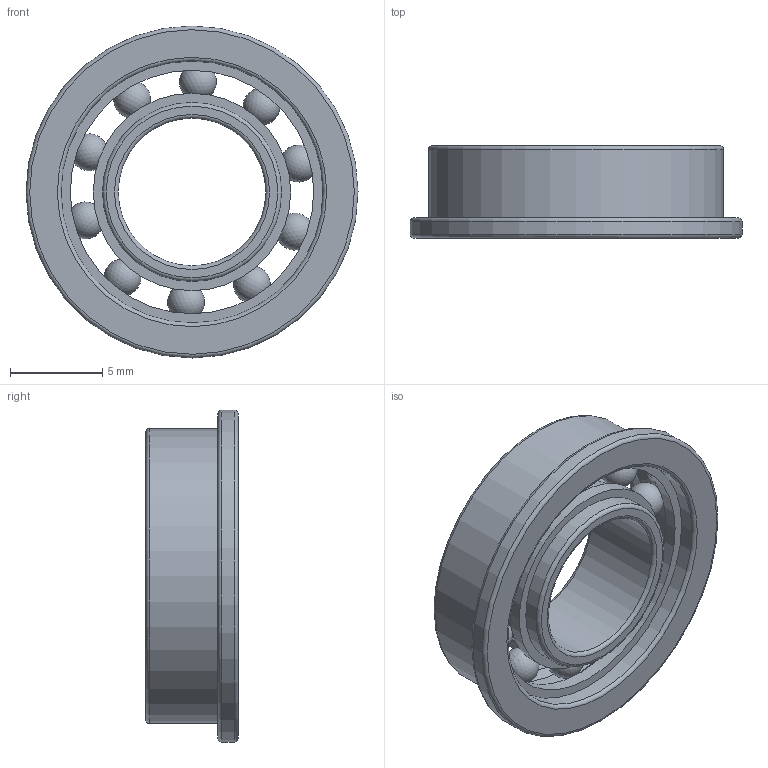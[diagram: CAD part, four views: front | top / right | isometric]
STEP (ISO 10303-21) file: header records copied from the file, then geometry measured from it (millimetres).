
FILE_DESCRIPTION(/* description */ (''),/* implementation_level */ '2;1');
FILE_NAME(/* name */ 'F688ZZ_assembly.stp',/* time_stamp */ '2020-08-30T23:02:34+10:00',/* author */ ('s4393944'),/* organization */ (''),/* preprocessor_version */ 'ST-DEVELOPER v18',/* originating_system */ 'Autodesk Inventor 2020',/* authorisation */ '');
FILE_SCHEMA (('AUTOMOTIVE_DESIGN { 1 0 10303 214 3 1 1 }'));
Length unit declared in the file: millimetre
Products named in the file (4): F688ZZ_assembly; F688ZZ_shaft; F688ZZ_Housing; F688ZZ_Ball
Assembly tree (12 placements, depth 2):
  F688ZZ_assembly
    F688ZZ_shaft
    F688ZZ_Housing
    F688ZZ_Ball  x10
Bounding box: 18 x 5 x 18 mm (x, y, z)
Volume: 507.9 mm3; surface area: 1191.6 mm2
Topology: 12 solids, 12 shells, 45 faces, 122 edges, 86 vertices
Faces by surface type: cylinder 13, sphere 10, plane 9, torus 9, cone 4
Full cylindrical faces by diameter (mm): 8 x1, 9.7 x2, 9.95 x1, 10.7 x2, 13.2 x2, 13.95 x1, 14.2 x2, 16 x1, 18 x1
Entity records: 1418 total; most frequent: DIRECTION 273, CARTESIAN_POINT 213, ORIENTED_EDGE 186, AXIS2_PLACEMENT_3D 128, EDGE_CURVE 93, CIRCLE 76, VERTEX_POINT 68, EDGE_LOOP 45
